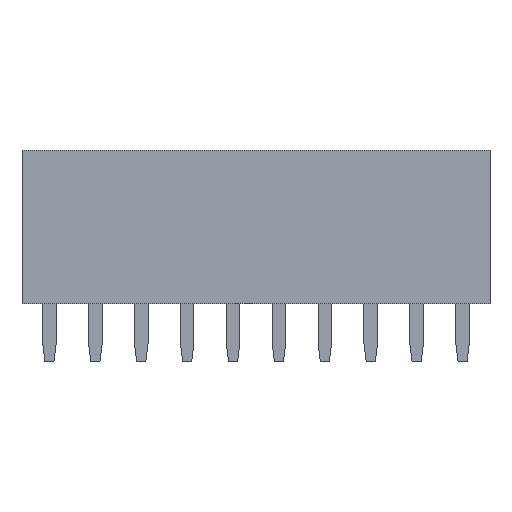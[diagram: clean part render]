
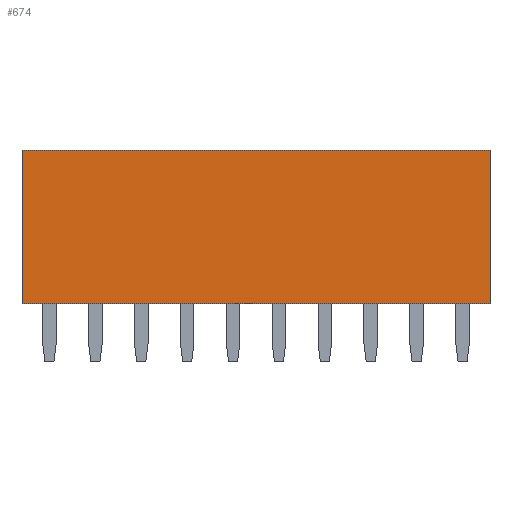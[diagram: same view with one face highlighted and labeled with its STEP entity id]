
A CAD part, front view. The second image highlights one B-rep face of the part: STEP entity #674.
In plain terms, the highlighted planar face has unit normal (0, -1, 0).
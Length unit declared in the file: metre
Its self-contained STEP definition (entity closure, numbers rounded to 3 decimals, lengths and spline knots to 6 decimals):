
#674 = ADVANCED_FACE( '', ( #1740 ), #1741, .F. );
#906 = EDGE_CURVE( '', #1963, #1868, #2080, .T. );
#1190 = EDGE_CURVE( '', #2374, #1963, #2440, .T. );
#1346 = EDGE_CURVE( '', #2374, #2153, #2628, .T. );
#1384 = EDGE_CURVE( '', #2153, #1868, #2675, .T. );
#1740 = FACE_OUTER_BOUND( '', #3161, .T. );
#1741 = PLANE( '', #3162 );
#1868 = VERTEX_POINT( '', #3340 );
#1963 = VERTEX_POINT( '', #3487 );
#2080 = LINE( '', #3662, #3663 );
#2153 = VERTEX_POINT( '', #3773 );
#2374 = VERTEX_POINT( '', #4130 );
#2440 = LINE( '', #4234, #4235 );
#2628 = LINE( '', #4536, #4537 );
#2675 = LINE( '', #4603, #4604 );
#3161 = EDGE_LOOP( '', ( #4909, #4910, #4911, #4912 ) );
#3162 = AXIS2_PLACEMENT_3D( '', #4913, #4914, #4915 );
#3340 = CARTESIAN_POINT( '', ( 0.01295, -0.001276, 0.000071 ) );
#3487 = CARTESIAN_POINT( '', ( 0.01295, -0.001276, 0.008571 ) );
#3662 = CARTESIAN_POINT( '', ( 0.01295, -0.001276, 0.008571 ) );
#3663 = VECTOR( '', #5296, 1. );
#3773 = CARTESIAN_POINT( '', ( -0.01295, -0.001276, 0.000071 ) );
#4130 = CARTESIAN_POINT( '', ( -0.01295, -0.001276, 0.008571 ) );
#4234 = CARTESIAN_POINT( '', ( -0.01295, -0.001276, 0.008571 ) );
#4235 = VECTOR( '', #5740, 1. );
#4536 = CARTESIAN_POINT( '', ( -0.01295, -0.001276, 0.008571 ) );
#4537 = VECTOR( '', #6009, 1. );
#4603 = CARTESIAN_POINT( '', ( -0.01295, -0.001276, 0.000071 ) );
#4604 = VECTOR( '', #6097, 1. );
#4909 = ORIENTED_EDGE( '', *, *, #1384, .T. );
#4910 = ORIENTED_EDGE( '', *, *, #906, .F. );
#4911 = ORIENTED_EDGE( '', *, *, #1190, .F. );
#4912 = ORIENTED_EDGE( '', *, *, #1346, .T. );
#4913 = CARTESIAN_POINT( '', ( -0.01295, -0.001276, 0.008571 ) );
#4914 = DIRECTION( '', ( 0., 1., 0. ) );
#4915 = DIRECTION( '', ( 1., 0., 0. ) );
#5296 = DIRECTION( '', ( 0., 0., -1. ) );
#5740 = DIRECTION( '', ( 1., 0., 0. ) );
#6009 = DIRECTION( '', ( 0., 0., -1. ) );
#6097 = DIRECTION( '', ( 1., 0., 0. ) );
